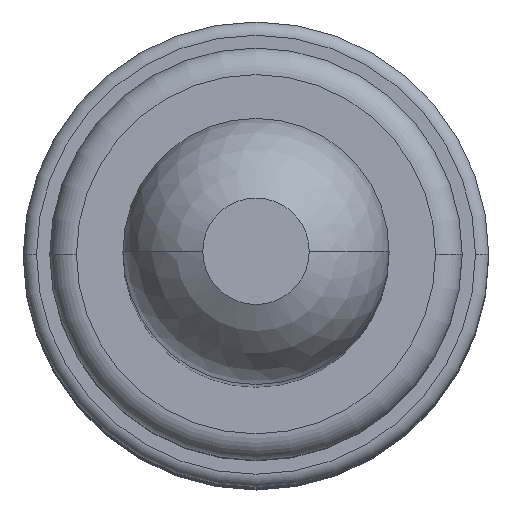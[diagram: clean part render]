
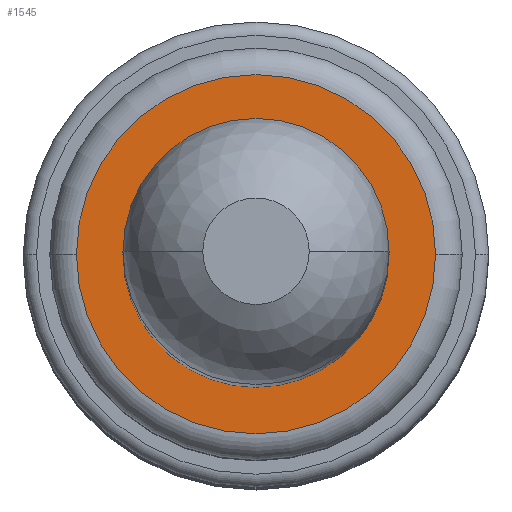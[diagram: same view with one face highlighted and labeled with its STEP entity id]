
A CAD part, top view. The second image highlights one B-rep face of the part: STEP entity #1545.
In plain terms, the highlighted planar face has unit normal (0, 0, 1).
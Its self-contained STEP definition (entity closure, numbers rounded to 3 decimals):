
#592=CARTESIAN_POINT('',(0.,0.,12.9));
#593=DIRECTION('',(0.,0.,-1.));
#594=DIRECTION('',(1.,0.,0.));
#595=AXIS2_PLACEMENT_3D('',#592,#593,#594);
#600=CARTESIAN_POINT('',(0.,0.,12.9));
#601=DIRECTION('',(0.,0.,1.));
#602=DIRECTION('',(1.,0.,0.));
#603=AXIS2_PLACEMENT_3D('',#600,#601,#602);
#608=CARTESIAN_POINT('',(0.,0.,12.9));
#609=DIRECTION('',(0.,0.,-1.));
#610=DIRECTION('',(1.,0.,0.));
#611=AXIS2_PLACEMENT_3D('',#608,#609,#610);
#616=CARTESIAN_POINT('',(0.,0.,12.9));
#617=DIRECTION('',(0.,0.,-1.));
#618=DIRECTION('',(-1.,0.,0.));
#619=AXIS2_PLACEMENT_3D('',#616,#617,#618);
#1003=CARTESIAN_POINT('',(1.,0.,12.9));
#1004=VERTEX_POINT('',#1003);
#1017=CARTESIAN_POINT('',(-1.,0.,12.9));
#1018=VERTEX_POINT('',#1017);
#1055=CARTESIAN_POINT('',(1.35,0.,12.9));
#1056=CARTESIAN_POINT('',(-1.35,0.,12.9));
#1057=VERTEX_POINT('',#1055);
#1058=VERTEX_POINT('',#1056);
#1530=CARTESIAN_POINT('',(0.,0.,12.9));
#1531=DIRECTION('',(0.,0.,-1.));
#1532=DIRECTION('',(1.,0.,0.));
#1533=AXIS2_PLACEMENT_3D('',#1530,#1531,#1532);
#1534=PLANE('',#1533);
#1535=ORIENTED_EDGE('',*,*,#1497,.T.);
#1536=ORIENTED_EDGE('',*,*,#1512,.T.);
#1537=EDGE_LOOP('',(#1535,#1536));
#1538=FACE_OUTER_BOUND('',#1537,.F.);
#1540=ORIENTED_EDGE('',*,*,#1539,.F.);
#1542=ORIENTED_EDGE('',*,*,#1541,.T.);
#1543=EDGE_LOOP('',(#1540,#1542));
#1544=FACE_BOUND('',#1543,.F.);
#596=CIRCLE('',#595,1.);
#604=CIRCLE('',#603,1.);
#612=CIRCLE('',#611,1.35);
#620=CIRCLE('',#619,1.35);
#1497=EDGE_CURVE('',#1057,#1058,#612,.T.);
#1512=EDGE_CURVE('',#1058,#1057,#620,.T.);
#1539=EDGE_CURVE('',#1004,#1018,#596,.T.);
#1541=EDGE_CURVE('',#1004,#1018,#604,.T.);
#1545=ADVANCED_FACE('',(#1538,#1544),#1534,.F.);
